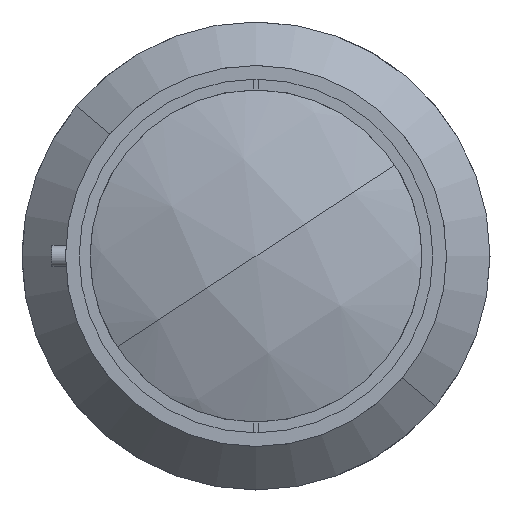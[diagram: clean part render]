
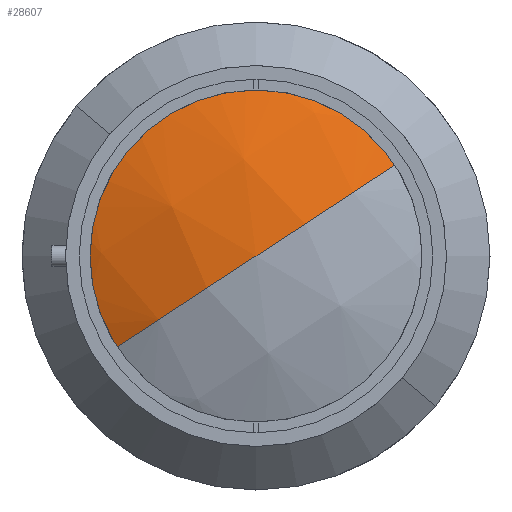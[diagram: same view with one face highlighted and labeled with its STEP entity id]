
A CAD part, left-side view. The second image highlights one B-rep face of the part: STEP entity #28607.
In plain terms, the highlighted spherical face has radius 77.627 mm.
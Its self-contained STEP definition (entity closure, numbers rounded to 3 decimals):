
#100 = AXIS2_PLACEMENT_3D ( 'NONE', #18305, #20611, #6858 ) ;
#1030 = EDGE_CURVE ( 'NONE', #19746, #20567, #22256, .T. ) ;
#1091 = DIRECTION ( 'NONE',  ( -1., 0., 0. ) ) ;
#3529 = FACE_OUTER_BOUND ( 'NONE', #28714, .T. ) ;
#4217 = CARTESIAN_POINT ( 'NONE',  ( 1., 0., 0. ) ) ;
#6065 = CARTESIAN_POINT ( 'NONE',  ( 7.678, 0., 0. ) ) ;
#6369 = CARTESIAN_POINT ( 'NONE',  ( 78.627, 0., 0. ) ) ;
#6385 = VERTEX_POINT ( 'NONE', #4217 ) ;
#6411 = AXIS2_PLACEMENT_3D ( 'NONE', #22328, #8550, #24637 ) ;
#6858 = DIRECTION ( 'NONE',  ( 0., -0.836, 0.549 ) ) ;
#7110 = DIRECTION ( 'NONE',  ( 0., 0.549, 0.836 ) ) ;
#8550 = DIRECTION ( 'NONE',  ( 0., 0.549, 0.836 ) ) ;
#8682 = DIRECTION ( 'NONE',  ( 0., 0.836, -0.549 ) ) ;
#15251 = ORIENTED_EDGE ( 'NONE', *, *, #21496, .F. ) ;
#15737 = SPHERICAL_SURFACE ( 'NONE', #100, 77.627 ) ;
#18305 = CARTESIAN_POINT ( 'NONE',  ( 78.627, 0., 0. ) ) ;
#19746 = VERTEX_POINT ( 'NONE', #22424 ) ;
#19884 = CIRCLE ( 'NONE', #20827, 77.627 ) ;
#20184 = ORIENTED_EDGE ( 'NONE', *, *, #1030, .T. ) ;
#20567 = VERTEX_POINT ( 'NONE', #24772 ) ;
#20611 = DIRECTION ( 'NONE',  ( 0., 0.549, 0.836 ) ) ;
#20827 = AXIS2_PLACEMENT_3D ( 'NONE', #6369, #22464, #8682 ) ;
#21462 = AXIS2_PLACEMENT_3D ( 'NONE', #6065, #1091, #7110 ) ;
#21496 = EDGE_CURVE ( 'NONE', #19746, #6385, #19884, .T. ) ;
#21840 = EDGE_CURVE ( 'NONE', #20567, #6385, #22413, .T. ) ;
#22256 = CIRCLE ( 'NONE', #21462, 31.5 ) ;
#22328 = CARTESIAN_POINT ( 'NONE',  ( 78.627, 0., 0. ) ) ;
#22413 = CIRCLE ( 'NONE', #6411, 77.627 ) ;
#22424 = CARTESIAN_POINT ( 'NONE',  ( 7.678, -26.323, 17.302 ) ) ;
#22464 = DIRECTION ( 'NONE',  ( 0., -0.549, -0.836 ) ) ;
#24637 = DIRECTION ( 'NONE',  ( 0., -0.836, 0.549 ) ) ;
#24772 = CARTESIAN_POINT ( 'NONE',  ( 7.678, 26.323, -17.302 ) ) ;
#28607 = ADVANCED_FACE ( 'NONE', ( #3529 ), #15737, .T. ) ;
#28714 = EDGE_LOOP ( 'NONE', ( #20184, #29720, #15251 ) ) ;
#29720 = ORIENTED_EDGE ( 'NONE', *, *, #21840, .T. ) ;
